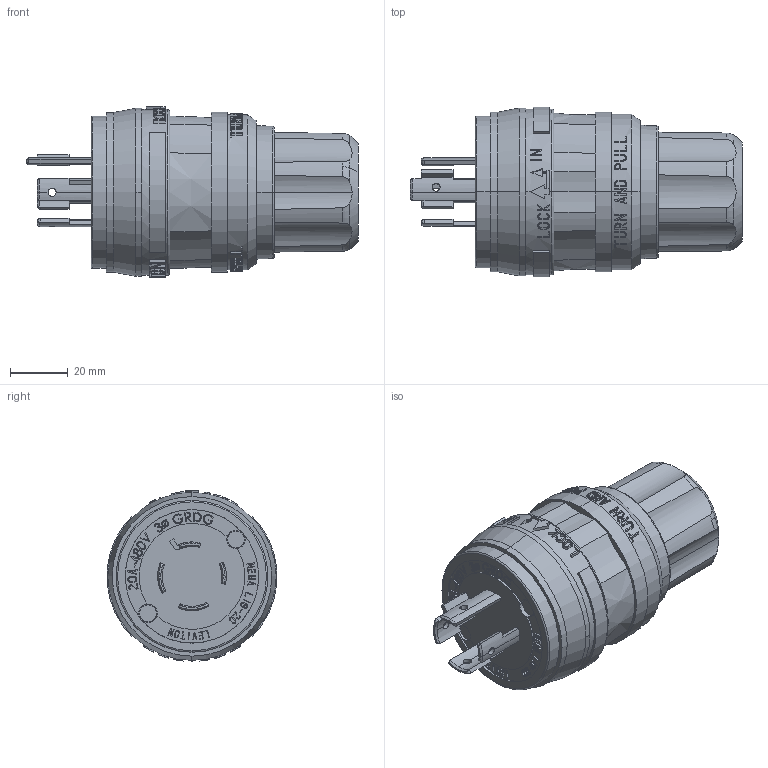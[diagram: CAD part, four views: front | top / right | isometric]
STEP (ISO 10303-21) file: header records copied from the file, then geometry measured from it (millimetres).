
FILE_DESCRIPTION (( 'STEP AP214' ), '1' );
FILE_NAME ('CATSTD-26W76-00X-M01.STEP', '2022-06-08T14:48:46', ( '' ), ( '' ), 'SwSTEP 2.0', 'SolidWorks 2020', '' );
FILE_SCHEMA (( 'AUTOMOTIVE_DESIGN' ));
Length unit declared in the file: inch
Products named in the file (1): CATSTD-26W76-00X-M01
Bounding box: 114.51 x 58.5 x 58.95 mm (x, y, z)
Volume: 180727.8 mm3; surface area: 22412.3 mm2
Topology: 1 solids, 1 shells, 1011 faces, 2720 edges, 1809 vertices
Faces by surface type: plane 667, cylinder 223, bspline 70, cone 35, torus 16
Full cylindrical faces by diameter (mm): 5.74 x1, 5.791 x1
Entity records: 61247 total; most frequent: CARTESIAN_POINT 25258, ORIENTED_EDGE 5436, DIRECTION 4662, EDGE_CURVE 2718, VERTEX_POINT 1809, LINE 1710, VECTOR 1710, AXIS2_PLACEMENT_3D 1476
